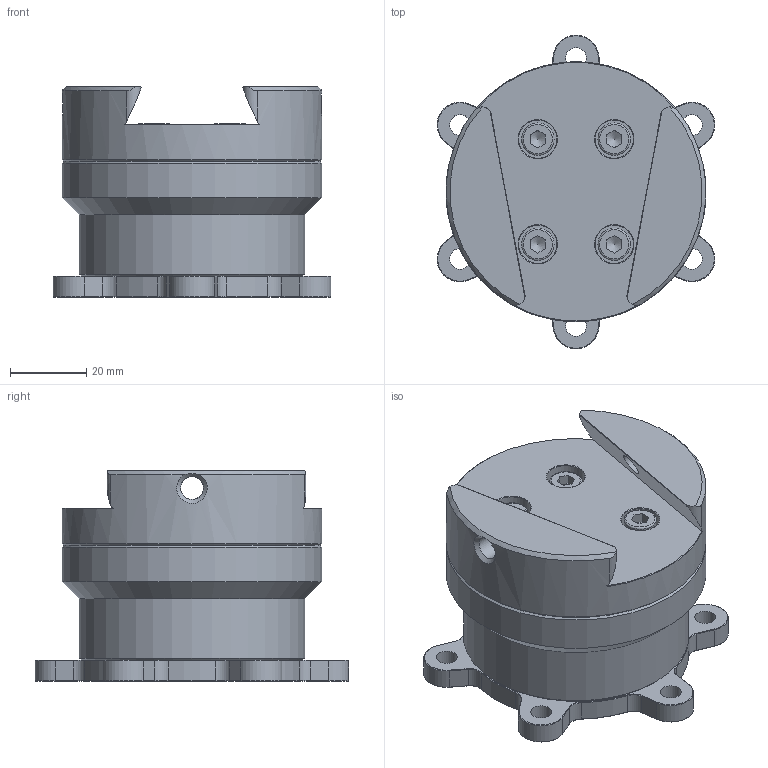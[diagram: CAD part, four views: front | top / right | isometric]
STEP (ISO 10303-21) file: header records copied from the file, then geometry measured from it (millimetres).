
FILE_DESCRIPTION(/* description */ (''),/* implementation_level */ '2;1');
FILE_NAME(/* name */ 'Simucube2_Quick-Release_Assembly.step',/* time_stamp */ '2022-12-21T14:46:43+01:00',/* author */ (''),/* organization */ (''),/* preprocessor_version */ 'ST-DEVELOPER v19.2',/* originating_system */ 'Autodesk Translation Framework v11.17.0.187',/* authorisation */ '');
FILE_SCHEMA (('AUTOMOTIVE_DESIGN { 1 0 10303 214 3 1 1 }'));
Length unit declared in the file: millimetre
Products named in the file (15): Simucube2_Quick-Release_Assembly; Simucube2_Quick-Release_70mm-PCD-Plate; Simucube2_Quick-Release_Spacer; M5x25; M5x25_1; M5x25_2; M5x25_3; din_912-m5x0_8-25-8_8; Simucube2_Quick-Release_Connector; M5x10; M5x10_1; M5x10_2; M5x10_3; din_127_o5-1_5; din_912-m5x0_8-10-8_8
Assembly tree (27 placements, depth 3):
  Simucube2_Quick-Release_Assembly
    Simucube2_Quick-Release_70mm-PCD-Plate
    Simucube2_Quick-Release_Spacer
    M5x25
      din_127_o5-1_5
      din_912-m5x0_8-25-8_8
    M5x25_1
      din_127_o5-1_5
      din_912-m5x0_8-25-8_8
    M5x25_2
      din_127_o5-1_5
      din_912-m5x0_8-25-8_8
    M5x25_3
      din_127_o5-1_5
      din_912-m5x0_8-25-8_8
    Simucube2_Quick-Release_Connector
    M5x10
      din_127_o5-1_5
      din_912-m5x0_8-10-8_8
    M5x10_1
      din_127_o5-1_5
      din_912-m5x0_8-10-8_8
    M5x10_2
      din_127_o5-1_5
      din_912-m5x0_8-10-8_8
    M5x10_3
      din_127_o5-1_5
      din_912-m5x0_8-10-8_8
Bounding box: 72.59 x 81.96 x 55 mm (x, y, z)
Volume: 142416 mm3; surface area: 47856.6 mm2
Topology: 19 solids, 19 shells, 428 faces, 999 edges, 625 vertices
Faces by surface type: plane 162, cylinder 147, cone 109, torus 8, bspline 2
Full cylindrical faces by diameter (mm): 4.234 x24, 5 x8, 5.5 x20, 6 x2, 8.5 x8, 10 x4, 10.5 x2, 59 x1, 68 x2
Entity records: 9198 total; most frequent: CARTESIAN_POINT 1911, DIRECTION 1600, ORIENTED_EDGE 1326, EDGE_CURVE 663, AXIS2_PLACEMENT_3D 641, VERTEX_POINT 415, EDGE_LOOP 376, LINE 318
